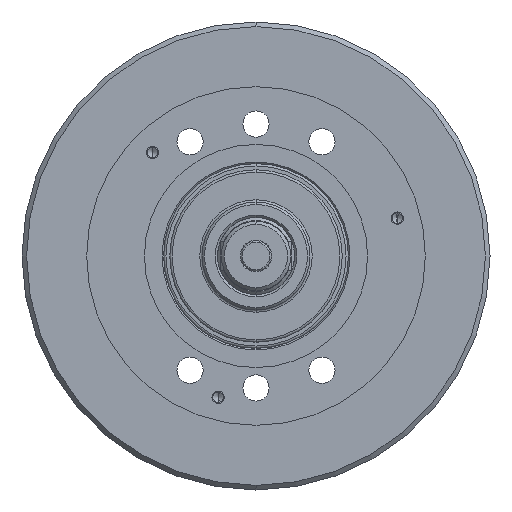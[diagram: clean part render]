
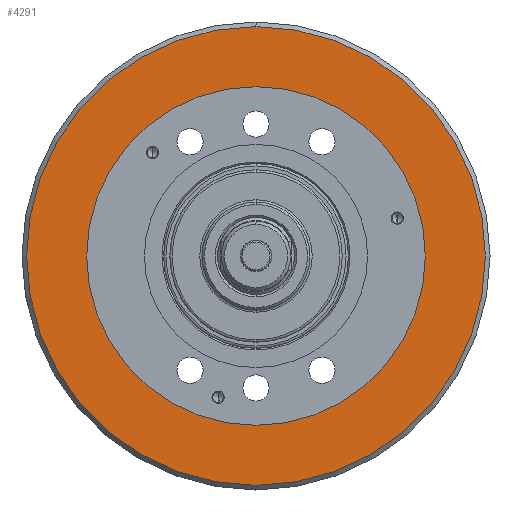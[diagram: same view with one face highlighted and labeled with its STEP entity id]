
A CAD part, left-side view. The second image highlights one B-rep face of the part: STEP entity #4291.
In plain terms, the highlighted planar face has unit normal (-1, 0, 0).
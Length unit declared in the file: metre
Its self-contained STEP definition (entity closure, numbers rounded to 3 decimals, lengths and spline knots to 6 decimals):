
#1534 = DIRECTION ( 'NONE',  ( 0., 0., -1. ) ) ;
#1792 = VERTEX_POINT ( 'NONE', #27899 ) ;
#3013 = ORIENTED_EDGE ( 'NONE', *, *, #21919, .F. ) ;
#3993 = AXIS2_PLACEMENT_3D ( 'NONE', #23772, #9303, #26231 ) ;
#4291 = ADVANCED_FACE ( 'NONE', ( #19379, #7297 ), #13618, .F. ) ;
#6180 = VERTEX_POINT ( 'NONE', #17609 ) ;
#7297 = FACE_BOUND ( 'NONE', #21317, .T. ) ;
#7443 = CARTESIAN_POINT ( 'NONE',  ( 0., 0., 0. ) ) ;
#9303 = DIRECTION ( 'NONE',  ( -1., 0., 0. ) ) ;
#9464 = EDGE_CURVE ( 'NONE', #29443, #1792, #24426, .T. ) ;
#9780 = DIRECTION ( 'NONE',  ( -1., 0., 0. ) ) ;
#9880 = DIRECTION ( 'NONE',  ( 0., 0., -1. ) ) ;
#11398 = CARTESIAN_POINT ( 'NONE',  ( 0., 0., 0. ) ) ;
#12525 = CIRCLE ( 'NONE', #3993, 0.11 ) ;
#13618 = PLANE ( 'NONE',  #17783 ) ;
#13855 = DIRECTION ( 'NONE',  ( 0., 0., 1. ) ) ;
#14996 = VERTEX_POINT ( 'NONE', #25845 ) ;
#16770 = EDGE_CURVE ( 'NONE', #6180, #14996, #24912, .T. ) ;
#17609 = CARTESIAN_POINT ( 'NONE',  ( 0., 0., -0.11 ) ) ;
#17783 = AXIS2_PLACEMENT_3D ( 'NONE', #30575, #20782, #1534 ) ;
#18254 = EDGE_LOOP ( 'NONE', ( #26907, #25375 ) ) ;
#18529 = ORIENTED_EDGE ( 'NONE', *, *, #16770, .F. ) ;
#19379 = FACE_OUTER_BOUND ( 'NONE', #18254, .T. ) ;
#20782 = DIRECTION ( 'NONE',  ( 1., 0., 0. ) ) ;
#21317 = EDGE_LOOP ( 'NONE', ( #3013, #18529 ) ) ;
#21919 = EDGE_CURVE ( 'NONE', #14996, #6180, #12525, .T. ) ;
#23543 = CARTESIAN_POINT ( 'NONE',  ( 0., 0., 0.149 ) ) ;
#23772 = CARTESIAN_POINT ( 'NONE',  ( 0., 0., 0. ) ) ;
#24121 = AXIS2_PLACEMENT_3D ( 'NONE', #24251, #9780, #26718 ) ;
#24251 = CARTESIAN_POINT ( 'NONE',  ( 0., 0., 0. ) ) ;
#24366 = DIRECTION ( 'NONE',  ( -1., 0., 0. ) ) ;
#24426 = CIRCLE ( 'NONE', #25391, 0.149 ) ;
#24912 = CIRCLE ( 'NONE', #30641, 0.11 ) ;
#25375 = ORIENTED_EDGE ( 'NONE', *, *, #9464, .T. ) ;
#25391 = AXIS2_PLACEMENT_3D ( 'NONE', #7443, #24366, #9880 ) ;
#25747 = EDGE_CURVE ( 'NONE', #1792, #29443, #26806, .T. ) ;
#25845 = CARTESIAN_POINT ( 'NONE',  ( 0., 0., 0.11 ) ) ;
#26231 = DIRECTION ( 'NONE',  ( 0., 0., 1. ) ) ;
#26718 = DIRECTION ( 'NONE',  ( 0., 0., -1. ) ) ;
#26806 = CIRCLE ( 'NONE', #24121, 0.149 ) ;
#26907 = ORIENTED_EDGE ( 'NONE', *, *, #25747, .T. ) ;
#27899 = CARTESIAN_POINT ( 'NONE',  ( 0., 0., -0.149 ) ) ;
#28362 = DIRECTION ( 'NONE',  ( -1., 0., 0. ) ) ;
#29443 = VERTEX_POINT ( 'NONE', #23543 ) ;
#30575 = CARTESIAN_POINT ( 'NONE',  ( 0., 0.11, 0. ) ) ;
#30641 = AXIS2_PLACEMENT_3D ( 'NONE', #11398, #28362, #13855 ) ;
